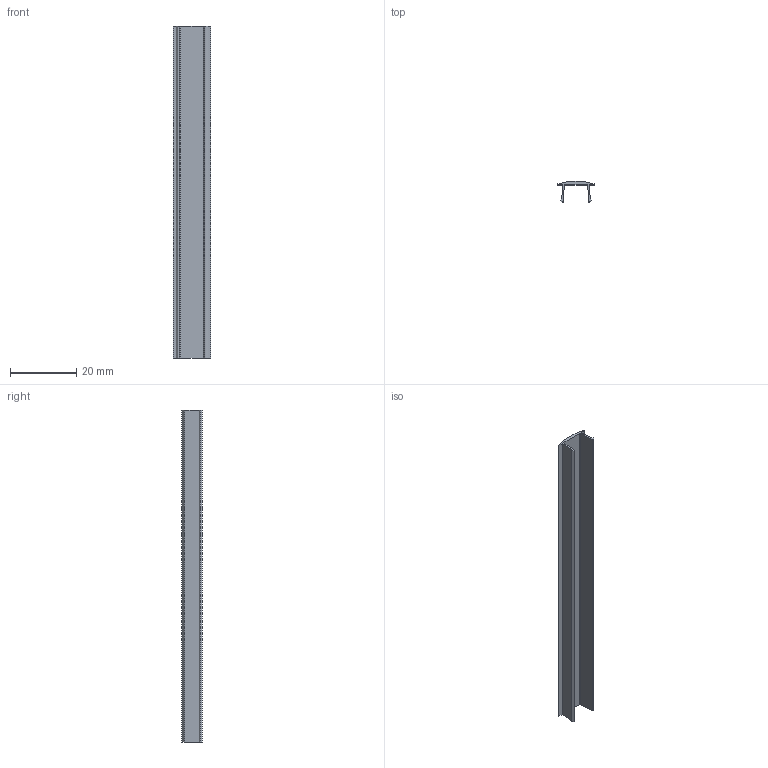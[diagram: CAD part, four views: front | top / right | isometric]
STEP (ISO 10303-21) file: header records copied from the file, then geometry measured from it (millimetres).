
FILE_DESCRIPTION(/* description */ ('Profil zaślepiający do kabli z PVC, szary 40-8 i 45-8'),/* implementation_level */ '2;1');
FILE_NAME(/* name */ '230819.stp',/* time_stamp */ '2022-10-04T07:51:30+02:00',/* author */ ('aluteckkpl_am'),/* organization */ (''),/* preprocessor_version */ 'ST-DEVELOPER v18.1',/* originating_system */ 'Autodesk Inventor 2021',/* authorisation */ '');
FILE_SCHEMA (('CONFIG_CONTROL_DESIGN'));
Length unit declared in the file: millimetre
Products named in the file (1): 230819-100
Bounding box: 11.2 x 6.27 x 100 mm (x, y, z)
Volume: 1367 mm3; surface area: 4437 mm2
Topology: 1 solids, 1 shells, 22 faces, 60 edges, 40 vertices
Faces by surface type: plane 15, cylinder 7
Entity records: 739 total; most frequent: CARTESIAN_POINT 123, ORIENTED_EDGE 120, DIRECTION 120, EDGE_CURVE 60, LINE 46, VECTOR 46, VERTEX_POINT 40, AXIS2_PLACEMENT_3D 37
